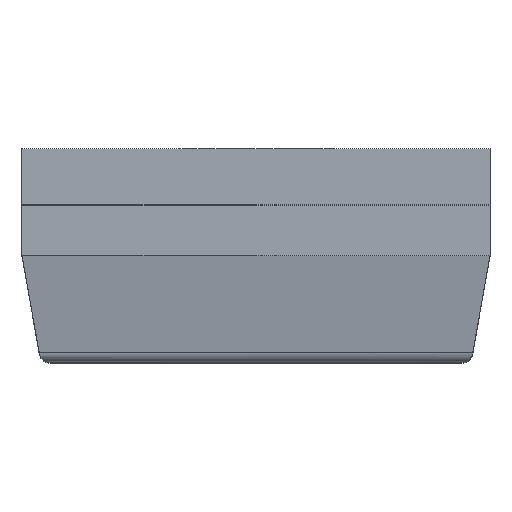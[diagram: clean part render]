
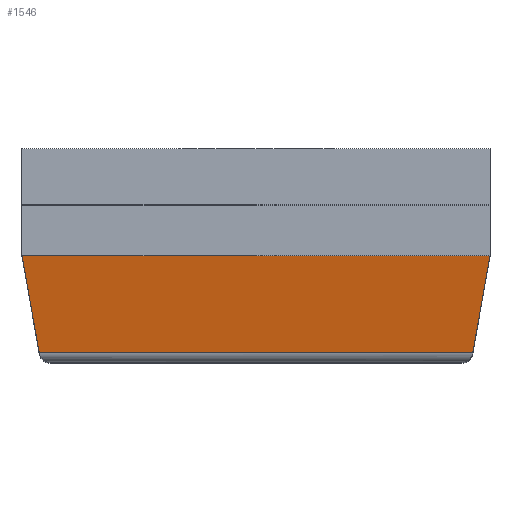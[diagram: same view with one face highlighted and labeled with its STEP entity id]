
A CAD part, top view. The second image highlights one B-rep face of the part: STEP entity #1546.
In plain terms, the highlighted planar face has unit normal (0, -0.139, 0.99).
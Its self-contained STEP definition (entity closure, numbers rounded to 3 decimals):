
#1298 = CARTESIAN_POINT ( 'NONE',  ( -2.785, 0.145, 16.5 ) ) ;
#1299 = VERTEX_POINT ( 'NONE', #1298 ) ;
#1378 = CARTESIAN_POINT ( 'NONE',  ( 7.865, 0.145, 16.5 ) ) ;
#1379 = VERTEX_POINT ( 'NONE', #1378 ) ;
#1441 = CARTESIAN_POINT ( 'NONE',  ( 2.54, 0.145, 16.5 ) ) ;
#1442 = DIRECTION ( 'NONE',  ( 1., 0., 0. ) ) ;
#1443 = VECTOR ( 'NONE', #1442, 1000. ) ;
#1444 = LINE ( 'NONE', #1441, #1443 ) ;
#1445 = EDGE_CURVE ( 'NONE', #1299, #1379, #1444, .T. ) ;
#1500 = CARTESIAN_POINT ( 'NONE',  ( -2.394, -2.065, 16.109 ) ) ;
#1501 = VERTEX_POINT ( 'NONE', #1500 ) ;
#1508 = CARTESIAN_POINT ( 'NONE',  ( -2.371, -2.223, 16.086 ) ) ;
#1509 = DIRECTION ( 'NONE',  ( 0.138, -0.981, -0.138 ) ) ;
#1510 = VECTOR ( 'NONE', #1509, 1000. ) ;
#1511 = LINE ( 'NONE', #1508, #1510 ) ;
#1512 = EDGE_CURVE ( 'NONE', #1299, #1501, #1511, .T. ) ;
#1523 = ORIENTED_EDGE ( 'NONE', *, *, #1512, .T. ) ;
#1524 = CARTESIAN_POINT ( 'NONE',  ( 7.474, -2.065, 16.109 ) ) ;
#1525 = VERTEX_POINT ( 'NONE', #1524 ) ;
#1526 = CARTESIAN_POINT ( 'NONE',  ( 7.443, -2.065, 16.109 ) ) ;
#1527 = DIRECTION ( 'NONE',  ( 1., 0., 0. ) ) ;
#1528 = VECTOR ( 'NONE', #1527, 1000. ) ;
#1529 = LINE ( 'NONE', #1526, #1528 ) ;
#1530 = EDGE_CURVE ( 'NONE', #1501, #1525, #1529, .T. ) ;
#1531 = ORIENTED_EDGE ( 'NONE', *, *, #1530, .T. ) ;
#1532 = CARTESIAN_POINT ( 'NONE',  ( 7.7, -0.452, 16.335 ) ) ;
#1533 = DIRECTION ( 'NONE',  ( -0.138, -0.981, -0.138 ) ) ;
#1534 = VECTOR ( 'NONE', #1533, 1000. ) ;
#1535 = LINE ( 'NONE', #1532, #1534 ) ;
#1536 = EDGE_CURVE ( 'NONE', #1379, #1525, #1535, .T. ) ;
#1537 = ORIENTED_EDGE ( 'NONE', *, *, #1536, .F. ) ;
#1538 = ORIENTED_EDGE ( 'NONE', *, *, #1445, .F. ) ;
#1539 = EDGE_LOOP ( 'NONE', ( #1523, #1531, #1537, #1538 ) ) ;
#1540 = FACE_OUTER_BOUND ( 'NONE', #1539, .T. ) ;
#1541 = CARTESIAN_POINT ( 'NONE',  ( 2.54, 0.145, 16.5 ) ) ;
#1542 = DIRECTION ( 'NONE',  ( 0., 0.139, -0.99 ) ) ;
#1543 = DIRECTION ( 'NONE',  ( 1., 0., 0. ) ) ;
#1544 = AXIS2_PLACEMENT_3D ( 'NONE', #1541, #1542, #1543 ) ;
#1545 = PLANE ( 'NONE', #1544 ) ;
#1546 = ADVANCED_FACE ( 'NONE', ( #1540 ), #1545, .F. ) ;
